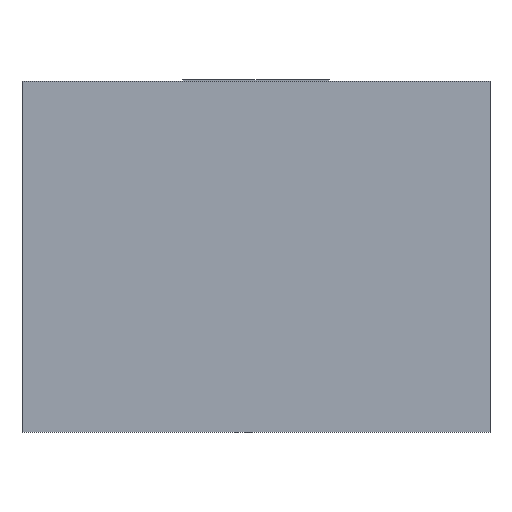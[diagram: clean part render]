
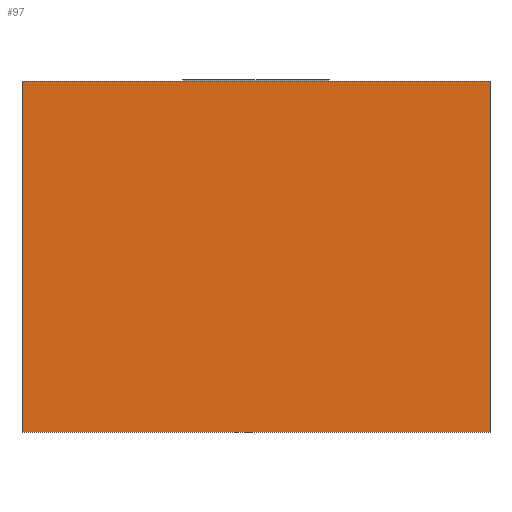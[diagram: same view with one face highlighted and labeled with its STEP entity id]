
A CAD part, front view. The second image highlights one B-rep face of the part: STEP entity #97.
In plain terms, the highlighted planar face has unit normal (0, -1, 0).
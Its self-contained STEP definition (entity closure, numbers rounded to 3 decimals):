
#21 = EDGE_CURVE('',#22,#24,#26,.T.);
#22 = VERTEX_POINT('',#23);
#23 = CARTESIAN_POINT('',(-0.8,-1.6,0.));
#24 = VERTEX_POINT('',#25);
#25 = CARTESIAN_POINT('',(-0.8,-1.6,1.2));
#26 = LINE('',#27,#28);
#27 = CARTESIAN_POINT('',(-0.8,-1.6,0.));
#28 = VECTOR('',#29,1.);
#29 = DIRECTION('',(0.,0.,1.));
#61 = EDGE_CURVE('',#62,#64,#66,.T.);
#62 = VERTEX_POINT('',#63);
#63 = CARTESIAN_POINT('',(0.8,-1.6,0.));
#64 = VERTEX_POINT('',#65);
#65 = CARTESIAN_POINT('',(0.8,-1.6,1.2));
#66 = LINE('',#67,#68);
#67 = CARTESIAN_POINT('',(0.8,-1.6,0.));
#68 = VECTOR('',#69,1.);
#69 = DIRECTION('',(0.,0.,1.));
#97 = ADVANCED_FACE('',(#98),#114,.F.);
#98 = FACE_BOUND('',#99,.F.);
#99 = EDGE_LOOP('',(#100,#106,#107,#113));
#100 = ORIENTED_EDGE('',*,*,#101,.F.);
#101 = EDGE_CURVE('',#22,#62,#102,.T.);
#102 = LINE('',#103,#104);
#103 = CARTESIAN_POINT('',(-0.8,-1.6,0.));
#104 = VECTOR('',#105,1.);
#105 = DIRECTION('',(1.,0.,0.));
#106 = ORIENTED_EDGE('',*,*,#21,.T.);
#107 = ORIENTED_EDGE('',*,*,#108,.T.);
#108 = EDGE_CURVE('',#24,#64,#109,.T.);
#109 = LINE('',#110,#111);
#110 = CARTESIAN_POINT('',(-0.8,-1.6,1.2));
#111 = VECTOR('',#112,1.);
#112 = DIRECTION('',(1.,0.,0.));
#113 = ORIENTED_EDGE('',*,*,#61,.F.);
#114 = PLANE('',#115);
#115 = AXIS2_PLACEMENT_3D('',#116,#117,#118);
#116 = CARTESIAN_POINT('',(-0.8,-1.6,0.));
#117 = DIRECTION('',(0.,1.,0.));
#118 = DIRECTION('',(0.,0.,1.));
